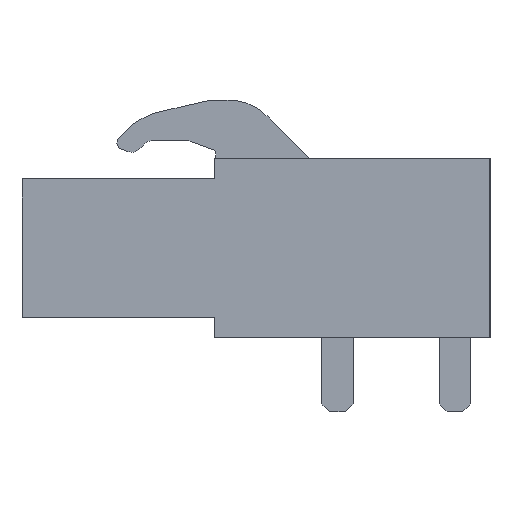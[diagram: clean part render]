
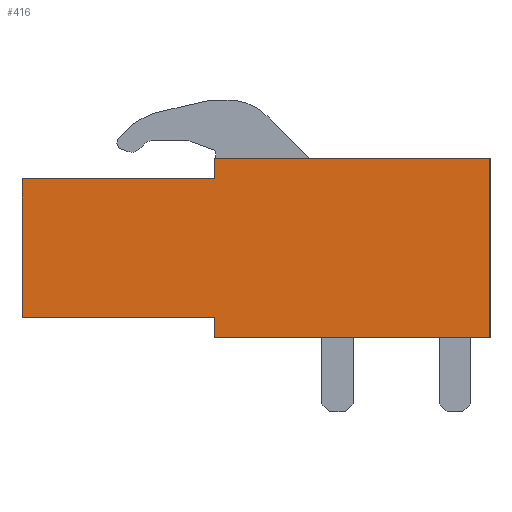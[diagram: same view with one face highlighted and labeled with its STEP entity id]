
A CAD part, left-side view. The second image highlights one B-rep face of the part: STEP entity #416.
In plain terms, the highlighted planar face has unit normal (-1, 0, 0).
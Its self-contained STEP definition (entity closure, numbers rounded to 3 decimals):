
#366=AXIS2_PLACEMENT_3D('Plane Axis2P3D',#363,#364,#365) ;
#40=CARTESIAN_POINT('Vertex',(0.,0.,3.2)) ;
#56=CARTESIAN_POINT('Vertex',(0.,0.,10.95)) ;
#59=CARTESIAN_POINT('Line Origine',(0.,0.,7.075)) ;
#89=CARTESIAN_POINT('Vertex',(0.,20.25,4.075)) ;
#92=CARTESIAN_POINT('Line Origine',(0.,20.25,7.075)) ;
#96=CARTESIAN_POINT('Vertex',(0.,20.25,10.075)) ;
#363=CARTESIAN_POINT('Axis2P3D Location',(0.,0.,3.2)) ;
#368=CARTESIAN_POINT('Line Origine',(0.,16.075,4.075)) ;
#372=CARTESIAN_POINT('Vertex',(0.,11.9,4.075)) ;
#375=CARTESIAN_POINT('Line Origine',(0.,11.9,3.638)) ;
#379=CARTESIAN_POINT('Vertex',(0.,11.9,3.2)) ;
#382=CARTESIAN_POINT('Line Origine',(0.,5.95,3.2)) ;
#387=CARTESIAN_POINT('Line Origine',(0.,5.95,10.95)) ;
#391=CARTESIAN_POINT('Vertex',(0.,11.9,10.95)) ;
#394=CARTESIAN_POINT('Line Origine',(0.,11.9,10.513)) ;
#398=CARTESIAN_POINT('Vertex',(0.,11.9,10.075)) ;
#401=CARTESIAN_POINT('Line Origine',(0.,16.075,10.075)) ;
#60=DIRECTION('Vector Direction',(0.,0.,1.)) ;
#93=DIRECTION('Vector Direction',(0.,0.,1.)) ;
#364=DIRECTION('Axis2P3D Direction',(-1.,0.,0.)) ;
#365=DIRECTION('Axis2P3D XDirection',(0.,0.,1.)) ;
#369=DIRECTION('Vector Direction',(0.,1.,0.)) ;
#376=DIRECTION('Vector Direction',(0.,0.,1.)) ;
#383=DIRECTION('Vector Direction',(0.,1.,0.)) ;
#388=DIRECTION('Vector Direction',(0.,1.,0.)) ;
#395=DIRECTION('Vector Direction',(0.,0.,-1.)) ;
#402=DIRECTION('Vector Direction',(0.,1.,0.)) ;
#61=VECTOR('Line Direction',#60,1.) ;
#94=VECTOR('Line Direction',#93,1.) ;
#370=VECTOR('Line Direction',#369,1.) ;
#377=VECTOR('Line Direction',#376,1.) ;
#384=VECTOR('Line Direction',#383,1.) ;
#389=VECTOR('Line Direction',#388,1.) ;
#396=VECTOR('Line Direction',#395,1.) ;
#403=VECTOR('Line Direction',#402,1.) ;
#407=ORIENTED_EDGE('',*,*,#374,.F.) ;
#408=ORIENTED_EDGE('',*,*,#381,.F.) ;
#409=ORIENTED_EDGE('',*,*,#386,.F.) ;
#410=ORIENTED_EDGE('',*,*,#63,.F.) ;
#411=ORIENTED_EDGE('',*,*,#393,.T.) ;
#412=ORIENTED_EDGE('',*,*,#400,.F.) ;
#413=ORIENTED_EDGE('',*,*,#405,.F.) ;
#414=ORIENTED_EDGE('',*,*,#98,.T.) ;
#416=ADVANCED_FACE('BLL 5.08/14/90 3.2 SN OR 1648430000',(#415),#367,.T.) ;
#63=EDGE_CURVE('',#57,#41,#62,.F.) ;
#98=EDGE_CURVE('',#97,#90,#95,.F.) ;
#374=EDGE_CURVE('',#373,#90,#371,.T.) ;
#381=EDGE_CURVE('',#380,#373,#378,.T.) ;
#386=EDGE_CURVE('',#41,#380,#385,.T.) ;
#393=EDGE_CURVE('',#57,#392,#390,.T.) ;
#400=EDGE_CURVE('',#399,#392,#397,.F.) ;
#405=EDGE_CURVE('',#97,#399,#404,.F.) ;
#406=EDGE_LOOP('',(#407,#408,#409,#410,#411,#412,#413,#414)) ;
#415=FACE_OUTER_BOUND('',#406,.T.) ;
#62=LINE('Line',#59,#61) ;
#95=LINE('Line',#92,#94) ;
#371=LINE('Line',#368,#370) ;
#378=LINE('Line',#375,#377) ;
#385=LINE('Line',#382,#384) ;
#390=LINE('Line',#387,#389) ;
#397=LINE('Line',#394,#396) ;
#404=LINE('Line',#401,#403) ;
#367=PLANE('',#366) ;
#41=VERTEX_POINT('',#40) ;
#57=VERTEX_POINT('',#56) ;
#90=VERTEX_POINT('',#89) ;
#97=VERTEX_POINT('',#96) ;
#373=VERTEX_POINT('',#372) ;
#380=VERTEX_POINT('',#379) ;
#392=VERTEX_POINT('',#391) ;
#399=VERTEX_POINT('',#398) ;
